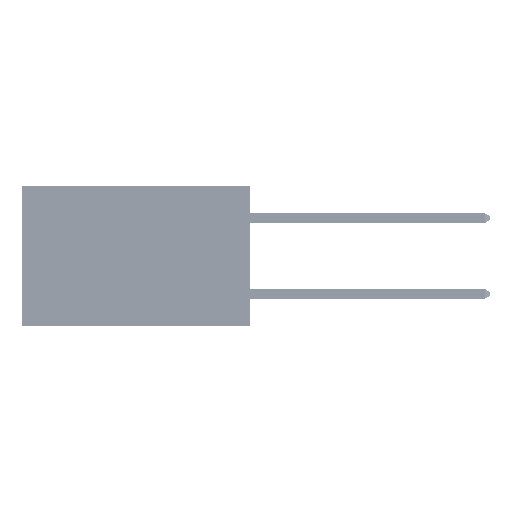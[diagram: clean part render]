
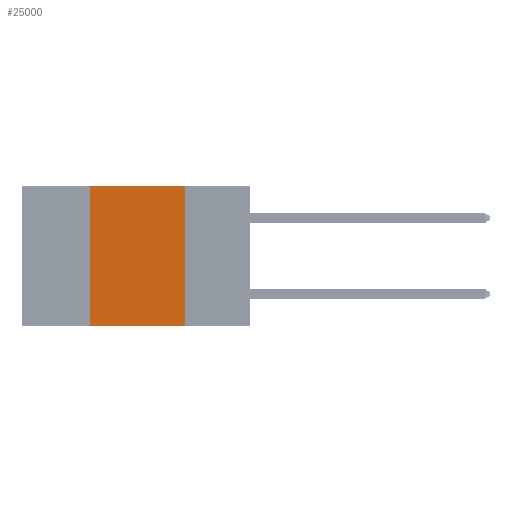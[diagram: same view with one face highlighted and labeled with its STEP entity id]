
A CAD part, left-side view. The second image highlights one B-rep face of the part: STEP entity #25000.
In plain terms, the highlighted planar face has unit normal (-1, 0, 0).
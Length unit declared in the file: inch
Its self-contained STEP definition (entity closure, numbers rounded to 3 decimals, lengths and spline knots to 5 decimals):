
#1265 = DIRECTION ( 'NONE',  ( 1., 0., 0. ) ) ;
#5745 = DIRECTION ( 'NONE',  ( 0., -1., 0. ) ) ;
#6316 = CARTESIAN_POINT ( 'NONE',  ( 0., 0.6, -0.37 ) ) ;
#6325 = ORIENTED_EDGE ( 'NONE', *, *, #22442, .F. ) ;
#6645 = DIRECTION ( 'NONE',  ( 0., -1., 0. ) ) ;
#8346 = EDGE_CURVE ( 'NONE', #30008, #26886, #31131, .T. ) ;
#8598 = LINE ( 'NONE', #6316, #17674 ) ;
#10018 = VECTOR ( 'NONE', #5745, 39.37008 ) ;
#10286 = ORIENTED_EDGE ( 'NONE', *, *, #8346, .F. ) ;
#12956 = DIRECTION ( 'NONE',  ( 0., 0., -1. ) ) ;
#17674 = VECTOR ( 'NONE', #6645, 39.37008 ) ;
#17768 = CARTESIAN_POINT ( 'NONE',  ( 0., 0.17, 0. ) ) ;
#18707 = CARTESIAN_POINT ( 'NONE',  ( 0., 0.42, 0. ) ) ;
#22442 = EDGE_CURVE ( 'NONE', #26886, #39103, #26514, .T. ) ;
#24942 = VECTOR ( 'NONE', #25752, 39.37008 ) ;
#25000 = ADVANCED_FACE ( 'NONE', ( #45581 ), #43500, .F. ) ;
#25752 = DIRECTION ( 'NONE',  ( 0., 0., 1. ) ) ;
#26066 = ORIENTED_EDGE ( 'NONE', *, *, #38030, .F. ) ;
#26514 = LINE ( 'NONE', #28947, #39844 ) ;
#26886 = VERTEX_POINT ( 'NONE', #17768 ) ;
#27138 = VERTEX_POINT ( 'NONE', #46802 ) ;
#28613 = DIRECTION ( 'NONE',  ( 0., 0., -1. ) ) ;
#28947 = CARTESIAN_POINT ( 'NONE',  ( 0., 0.17, 0. ) ) ;
#30008 = VERTEX_POINT ( 'NONE', #18707 ) ;
#31131 = LINE ( 'NONE', #37027, #10018 ) ;
#34304 = AXIS2_PLACEMENT_3D ( 'NONE', #36076, #1265, #12956 ) ;
#34599 = EDGE_LOOP ( 'NONE', ( #6325, #10286, #26066, #40934 ) ) ;
#36076 = CARTESIAN_POINT ( 'NONE',  ( 0., 0.6, 0. ) ) ;
#36963 = CARTESIAN_POINT ( 'NONE',  ( 0., 0.42, 0. ) ) ;
#37027 = CARTESIAN_POINT ( 'NONE',  ( 0., 0.6, 0. ) ) ;
#38030 = EDGE_CURVE ( 'NONE', #27138, #30008, #41946, .T. ) ;
#38481 = EDGE_CURVE ( 'NONE', #27138, #39103, #8598, .T. ) ;
#39103 = VERTEX_POINT ( 'NONE', #41187 ) ;
#39844 = VECTOR ( 'NONE', #28613, 39.37008 ) ;
#40934 = ORIENTED_EDGE ( 'NONE', *, *, #38481, .T. ) ;
#41187 = CARTESIAN_POINT ( 'NONE',  ( 0., 0.17, -0.37 ) ) ;
#41946 = LINE ( 'NONE', #36963, #24942 ) ;
#43500 = PLANE ( 'NONE',  #34304 ) ;
#45581 = FACE_OUTER_BOUND ( 'NONE', #34599, .T. ) ;
#46802 = CARTESIAN_POINT ( 'NONE',  ( 0., 0.42, -0.37 ) ) ;
